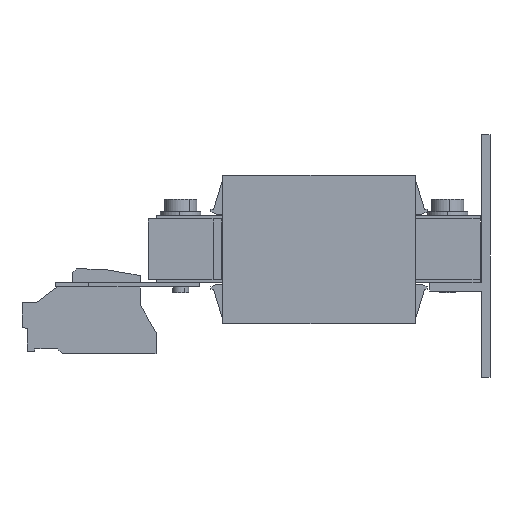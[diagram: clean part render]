
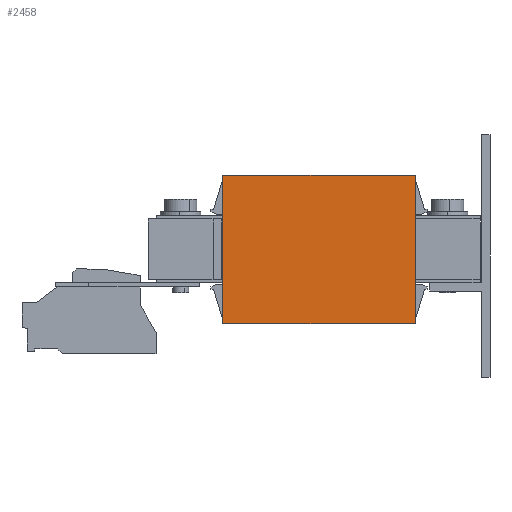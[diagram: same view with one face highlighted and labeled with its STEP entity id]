
A CAD part, left-side view. The second image highlights one B-rep face of the part: STEP entity #2458.
In plain terms, the highlighted planar face has unit normal (-1, 0, 0).
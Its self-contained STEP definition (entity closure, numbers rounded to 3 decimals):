
#3 = VERTEX_POINT ( 'NONE', #12098 ) ;
#25 = DIRECTION ( 'NONE',  ( 0., 0., 1. ) ) ;
#240 = LINE ( 'NONE', #5597, #4423 ) ;
#982 = CARTESIAN_POINT ( 'NONE',  ( -47.5, 66.05, 17.35 ) ) ;
#1061 = CARTESIAN_POINT ( 'NONE',  ( -47.5, 66.05, 17.35 ) ) ;
#1105 = ORIENTED_EDGE ( 'NONE', *, *, #8116, .F. ) ;
#1197 = DIRECTION ( 'NONE',  ( 1., 0., 0. ) ) ;
#1218 = DIRECTION ( 'NONE',  ( 0., 0., 1. ) ) ;
#1261 = CARTESIAN_POINT ( 'NONE',  ( -47.5, 18.45, -17.35 ) ) ;
#1330 = LINE ( 'NONE', #10690, #11859 ) ;
#1422 = LINE ( 'NONE', #3679, #5280 ) ;
#1614 = LINE ( 'NONE', #7857, #13491 ) ;
#1646 = VERTEX_POINT ( 'NONE', #13291 ) ;
#2016 = EDGE_CURVE ( 'Defeature ausgef�hrt1_315+Defeature ausgef�hrt1_36+Defeature ausgef�hrt1_312+Defeature ausgef�hrt1_313', #13165, #5768, #1422, .T. ) ;
#2032 = ORIENTED_EDGE ( 'NONE', *, *, #12788, .F. ) ;
#2144 = CARTESIAN_POINT ( 'NONE',  ( -47.5, 66.05, 17.35 ) ) ;
#2168 = VECTOR ( 'NONE', #2297, 1000. ) ;
#2275 = DIRECTION ( 'NONE',  ( 0., 0., 1. ) ) ;
#2297 = DIRECTION ( 'NONE',  ( 0., 0., -1. ) ) ;
#2307 = EDGE_CURVE ( 'Defeature ausgef�hrt1_322+Defeature ausgef�hrt1_36+Defeature ausgef�hrt1_319+Defeature ausgef�hrt1_320', #1646, #3, #4263, .T. ) ;
#2458 = ADVANCED_FACE ( 'Defeature ausgef�hrt1_36', ( #3923 ), #9674, .F. ) ;
#2479 = ORIENTED_EDGE ( 'NONE', *, *, #2016, .F. ) ;
#2703 = ORIENTED_EDGE ( 'NONE', *, *, #4922, .F. ) ;
#2711 = LINE ( 'NONE', #2144, #5036 ) ;
#2916 = VERTEX_POINT ( 'NONE', #5257 ) ;
#3018 = CARTESIAN_POINT ( 'NONE',  ( -47.5, 19.05, 18.35 ) ) ;
#3289 = DIRECTION ( 'NONE',  ( 0., 1., 0. ) ) ;
#3679 = CARTESIAN_POINT ( 'NONE',  ( -47.5, 66.05, 17.35 ) ) ;
#3702 = ORIENTED_EDGE ( 'NONE', *, *, #9529, .F. ) ;
#3923 = FACE_OUTER_BOUND ( 'NONE', #8244, .T. ) ;
#3937 = CARTESIAN_POINT ( 'NONE',  ( -47.5, 18.45, 17.35 ) ) ;
#3998 = VERTEX_POINT ( 'NONE', #12202 ) ;
#4182 = ORIENTED_EDGE ( 'NONE', *, *, #6499, .F. ) ;
#4263 = LINE ( 'NONE', #982, #4744 ) ;
#4423 = VECTOR ( 'NONE', #1218, 1000. ) ;
#4467 = ORIENTED_EDGE ( 'NONE', *, *, #2307, .F. ) ;
#4744 = VECTOR ( 'NONE', #7332, 1000. ) ;
#4922 = EDGE_CURVE ( 'Defeature ausgef�hrt1_13+Defeature ausgef�hrt1_36+Defeature ausgef�hrt1_18+Defeature ausgef�hrt1_312', #2916, #13165, #2711, .T. ) ;
#4963 = CARTESIAN_POINT ( 'NONE',  ( -47.5, 18.45, -8.6 ) ) ;
#5026 = VERTEX_POINT ( 'NONE', #13115 ) ;
#5036 = VECTOR ( 'NONE', #2275, 1000. ) ;
#5074 = EDGE_CURVE ( 'Defeature ausgef�hrt1_89+Defeature ausgef�hrt1_36+Defeature ausgef�hrt1_86+Defeature ausgef�hrt1_87', #6766, #3998, #8372, .T. ) ;
#5257 = CARTESIAN_POINT ( 'NONE',  ( -47.5, 66.05, -18.35 ) ) ;
#5280 = VECTOR ( 'NONE', #13350, 1000. ) ;
#5361 = DIRECTION ( 'NONE',  ( 0., 0., -1. ) ) ;
#5597 = CARTESIAN_POINT ( 'NONE',  ( -47.5, 66.05, 17.35 ) ) ;
#5689 = VERTEX_POINT ( 'NONE', #7078 ) ;
#5768 = VERTEX_POINT ( 'NONE', #10381 ) ;
#5866 = VECTOR ( 'NONE', #10473, 1000. ) ;
#5964 = VECTOR ( 'NONE', #5361, 1000. ) ;
#6017 = LINE ( 'NONE', #6965, #12199 ) ;
#6499 = EDGE_CURVE ( 'Defeature ausgef�hrt1_30+Defeature ausgef�hrt1_36+Defeature ausgef�hrt1_80+Defeature ausgef�hrt1_86', #9679, #6766, #1614, .T. ) ;
#6766 = VERTEX_POINT ( 'NONE', #4963 ) ;
#6965 = CARTESIAN_POINT ( 'NONE',  ( -47.5, 18.45, -17.35 ) ) ;
#6984 = EDGE_CURVE ( 'Defeature ausgef�hrt1_82+Defeature ausgef�hrt1_36+Defeature ausgef�hrt1_79+Defeature ausgef�hrt1_80', #11003, #9679, #10174, .T. ) ;
#7078 = CARTESIAN_POINT ( 'NONE',  ( -47.5, 66.05, 18.35 ) ) ;
#7332 = DIRECTION ( 'NONE',  ( 0., 0., 1. ) ) ;
#7348 = ORIENTED_EDGE ( 'NONE', *, *, #10903, .F. ) ;
#7834 = CARTESIAN_POINT ( 'NONE',  ( -47.5, 18.45, 8.6 ) ) ;
#7857 = CARTESIAN_POINT ( 'NONE',  ( -47.5, 18.45, -17.35 ) ) ;
#8116 = EDGE_CURVE ( 'Defeature ausgef�hrt1_31+Defeature ausgef�hrt1_36+Defeature ausgef�hrt1_3+Defeature ausgef�hrt1_79', #5026, #11003, #9796, .T. ) ;
#8244 = EDGE_LOOP ( 'NONE', ( #2703, #9639, #7348, #11563, #4182, #10724, #1105, #2032, #3702, #4467, #12955, #2479 ) ) ;
#8372 = LINE ( 'NONE', #12166, #13051 ) ;
#8655 = DIRECTION ( 'NONE',  ( 0., 0., -1. ) ) ;
#8931 = EDGE_CURVE ( 'Defeature ausgef�hrt1_12+Defeature ausgef�hrt1_36+Defeature ausgef�hrt1_313+Defeature ausgef�hrt1_319', #5768, #1646, #11133, .T. ) ;
#9529 = EDGE_CURVE ( 'Defeature ausgef�hrt1_11+Defeature ausgef�hrt1_36+Defeature ausgef�hrt1_320+Defeature ausgef�hrt1_3', #3, #5689, #240, .T. ) ;
#9639 = ORIENTED_EDGE ( 'NONE', *, *, #13359, .F. ) ;
#9674 = PLANE ( 'NONE',  #12773 ) ;
#9679 = VERTEX_POINT ( 'NONE', #7834 ) ;
#9796 = LINE ( 'NONE', #12757, #5964 ) ;
#9807 = DIRECTION ( 'NONE',  ( 0., 0., -1. ) ) ;
#9883 = VERTEX_POINT ( 'NONE', #13788 ) ;
#10174 = LINE ( 'NONE', #1261, #2168 ) ;
#10381 = CARTESIAN_POINT ( 'NONE',  ( -47.5, 66.05, -8.6 ) ) ;
#10473 = DIRECTION ( 'NONE',  ( 0., -1., 0. ) ) ;
#10690 = CARTESIAN_POINT ( 'NONE',  ( -47.5, 19.05, -18.35 ) ) ;
#10724 = ORIENTED_EDGE ( 'NONE', *, *, #6984, .F. ) ;
#10771 = CARTESIAN_POINT ( 'NONE',  ( -47.5, 42.25, 0. ) ) ;
#10903 = EDGE_CURVE ( 'Defeature ausgef�hrt1_29+Defeature ausgef�hrt1_36+Defeature ausgef�hrt1_87+Defeature ausgef�hrt1_18', #3998, #9883, #6017, .T. ) ;
#11003 = VERTEX_POINT ( 'NONE', #3937 ) ;
#11133 = LINE ( 'NONE', #1061, #13500 ) ;
#11214 = DIRECTION ( 'NONE',  ( 0., 0., -1. ) ) ;
#11307 = CARTESIAN_POINT ( 'NONE',  ( -47.5, 66.05, -17.35 ) ) ;
#11563 = ORIENTED_EDGE ( 'NONE', *, *, #5074, .F. ) ;
#11859 = VECTOR ( 'NONE', #3289, 1000. ) ;
#12098 = CARTESIAN_POINT ( 'NONE',  ( -47.5, 66.05, 17.35 ) ) ;
#12121 = DIRECTION ( 'NONE',  ( 0., 0., -1. ) ) ;
#12166 = CARTESIAN_POINT ( 'NONE',  ( -47.5, 18.45, -17.35 ) ) ;
#12199 = VECTOR ( 'NONE', #11214, 1000. ) ;
#12202 = CARTESIAN_POINT ( 'NONE',  ( -47.5, 18.45, -17.35 ) ) ;
#12757 = CARTESIAN_POINT ( 'NONE',  ( -47.5, 18.45, -17.35 ) ) ;
#12773 = AXIS2_PLACEMENT_3D ( 'NONE', #10771, #1197, #8655 ) ;
#12788 = EDGE_CURVE ( 'Defeature ausgef�hrt1_3+Defeature ausgef�hrt1_36+Defeature ausgef�hrt1_11+Defeature ausgef�hrt1_31', #5689, #5026, #13232, .T. ) ;
#12955 = ORIENTED_EDGE ( 'NONE', *, *, #8931, .F. ) ;
#13051 = VECTOR ( 'NONE', #12121, 1000. ) ;
#13115 = CARTESIAN_POINT ( 'NONE',  ( -47.5, 18.45, 18.35 ) ) ;
#13165 = VERTEX_POINT ( 'NONE', #11307 ) ;
#13232 = LINE ( 'NONE', #3018, #5866 ) ;
#13291 = CARTESIAN_POINT ( 'NONE',  ( -47.5, 66.05, 8.6 ) ) ;
#13350 = DIRECTION ( 'NONE',  ( 0., 0., 1. ) ) ;
#13359 = EDGE_CURVE ( 'Defeature ausgef�hrt1_18+Defeature ausgef�hrt1_36+Defeature ausgef�hrt1_29+Defeature ausgef�hrt1_13', #9883, #2916, #1330, .T. ) ;
#13491 = VECTOR ( 'NONE', #9807, 1000. ) ;
#13500 = VECTOR ( 'NONE', #25, 1000. ) ;
#13788 = CARTESIAN_POINT ( 'NONE',  ( -47.5, 18.45, -18.35 ) ) ;
